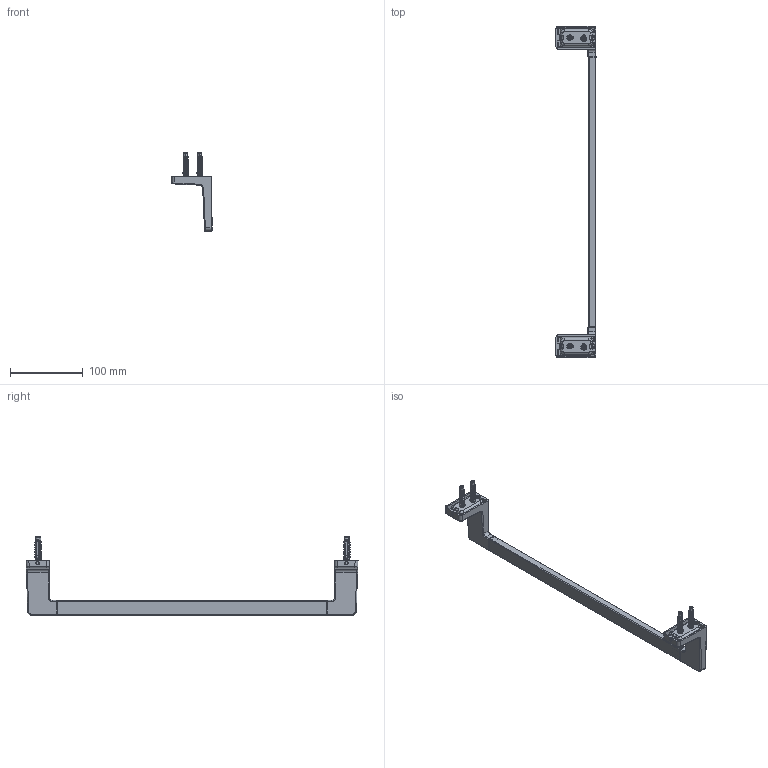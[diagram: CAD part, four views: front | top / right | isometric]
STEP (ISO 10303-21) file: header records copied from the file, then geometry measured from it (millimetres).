
FILE_DESCRIPTION((''),'2;1');
FILE_NAME('67001-45_ASM','2021-05-12T16:41:21',('Administrator'),(''),'CREO PARAMETRIC BY PTC INC, 2018100','CREO PARAMETRIC BY PTC INC, 2018100','');
FILE_SCHEMA(('CONFIG_CONTROL_DESIGN'));
Length unit declared in the file: millimetre
Products named in the file (14): 675100_2; 675140_2; 675141_4; 675000_ASM_6_ASM; MPT104016; P675133; 675110_1; 675110_ASM_3_ASM; 675000_11; YCG4X30_1; SJ-PJ-06_1; DIBAN_ASM_1_ASM; M5X8NJ; 67001-45_ASM
Assembly tree (20 placements, depth 3):
  67001-45_ASM
    675000_ASM_6_ASM
      675100_2
      675140_2
      675141_4
    MPT104016  x2
    P675133
    675110_ASM_3_ASM
      675110_1
      675140_2
      675141_4
    DIBAN_ASM_1_ASM  x2
      675000_11
      YCG4X30_1
      SJ-PJ-06_1
    M5X8NJ  x2
Bounding box: 55.1 x 456 x 107.61 mm (x, y, z)
Volume: 69965.8 mm3; surface area: 95974.3 mm2
Topology: 21 solids, 23 shells, 1688 faces, 4794 edges, 3132 vertices
Faces by surface type: plane 698, cylinder 502, bspline 222, torus 130, cone 104, sphere 16, extrusion 16
Entity records: 37871 total; most frequent: CARTESIAN_POINT 19866, ORIENTED_EDGE 3962, DIRECTION 3364, EDGE_CURVE 1983, VERTEX_POINT 1273, AXIS2_PLACEMENT_3D 1202, VECTOR 960, LINE 954
